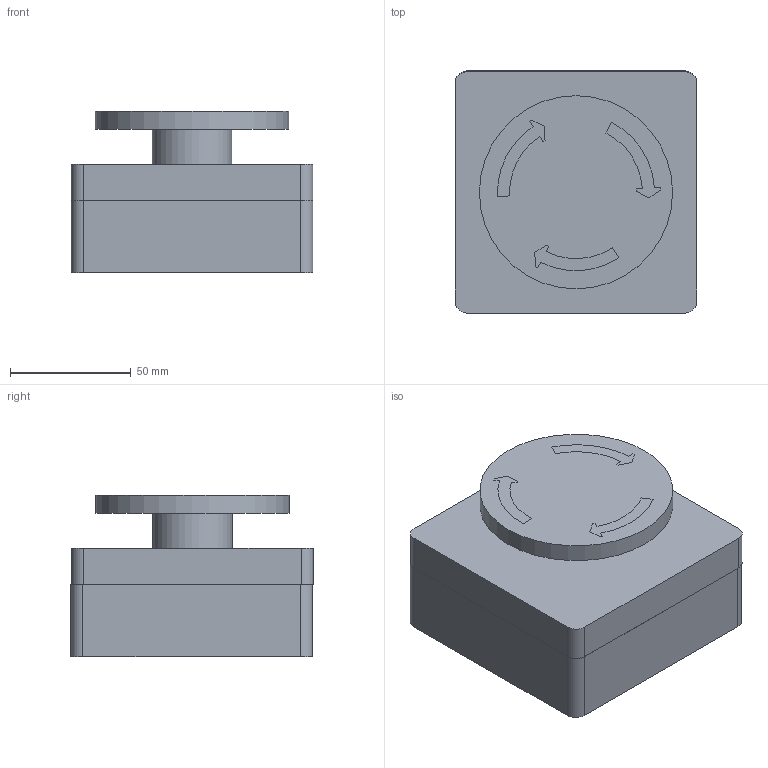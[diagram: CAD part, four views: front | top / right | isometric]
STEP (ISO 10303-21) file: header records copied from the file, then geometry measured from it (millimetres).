
FILE_DESCRIPTION(/* description */ ('STEP AP242','CAx-IF Rec.Pracs.---Representation and Presentation of Product Manufacturing Information (PMI)---4.0---2014-10-13','CAx-IF Rec.Pracs.---3D Tessellated Geometry---0.4---2014-09-14','2;1'),/* implementation_level */ '2;1');
FILE_NAME(/* name */ '668ab7e366ef604d72abcee6',/* time_stamp */ '2024-07-07T15:44:36Z',/* author */ (''),/* organization */ (''),/* preprocessor_version */ 'ST-DEVELOPER v20',/* originating_system */ ' ',/* authorisation */ ' ');
FILE_SCHEMA (('AP242_MANAGED_MODEL_BASED_3D_ENGINEERING_MIM_LF { 1 0 10303 442 1 1 4 }'));
Length unit declared in the file: metre
Products named in the file (7): Emergency Stop Button Assembly; Part 1; Part 4; Part 2; Part 3
Assembly tree (6 placements, depth 2):
  Emergency Stop Button Assembly
    Part 1
    Part 1
    Part 4
    Part 1
    Part 2
    Part 3
Bounding box: 100 x 100.34 x 67 mm (x, y, z)
Volume: 173391.8 mm3; surface area: 98005.3 mm2
Topology: 6 solids, 6 shells, 166 faces, 415 edges, 277 vertices
Faces by surface type: plane 127, cylinder 39
Full cylindrical faces by diameter (mm): 5 x8, 28 x1, 33 x1, 35 x1, 75 x1, 80 x1
Entity records: 5025 total; most frequent: CARTESIAN_POINT 848, DIRECTION 829, ORIENTED_EDGE 800, EDGE_CURVE 400, LINE 317, VECTOR 317, VERTEX_POINT 275, AXIS2_PLACEMENT_3D 256
